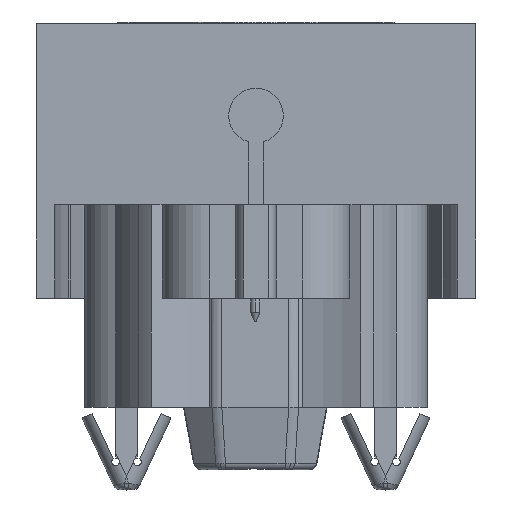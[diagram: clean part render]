
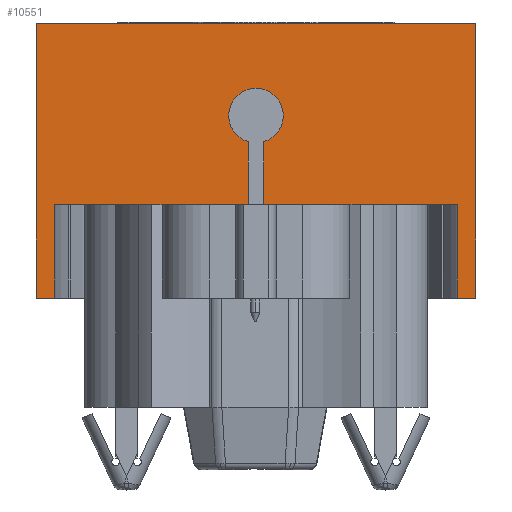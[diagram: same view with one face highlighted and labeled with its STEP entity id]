
A CAD part, front view. The second image highlights one B-rep face of the part: STEP entity #10551.
In plain terms, the highlighted planar face has unit normal (0, -1, 0).
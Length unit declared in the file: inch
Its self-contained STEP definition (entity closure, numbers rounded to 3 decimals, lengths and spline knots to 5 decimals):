
#49 = VECTOR ( 'NONE', #4678, 39.37008 ) ;
#172 = ORIENTED_EDGE ( 'NONE', *, *, #8402, .T. ) ;
#236 = CARTESIAN_POINT ( 'NONE',  ( -0.03838, 0., 0.71766 ) ) ;
#277 = DIRECTION ( 'NONE',  ( -1., 0., 0. ) ) ;
#741 = CARTESIAN_POINT ( 'NONE',  ( 0.44981, 0., 0.82789 ) ) ;
#980 = ORIENTED_EDGE ( 'NONE', *, *, #8125, .F. ) ;
#998 = CARTESIAN_POINT ( 'NONE',  ( 0.44981, 0., 0.71766 ) ) ;
#1001 = LINE ( 'NONE', #6174, #49 ) ;
#1458 = CARTESIAN_POINT ( 'NONE',  ( -0.05807, 0., 0.48144 ) ) ;
#1499 = VERTEX_POINT ( 'NONE', #1695 ) ;
#1695 = CARTESIAN_POINT ( 'NONE',  ( -0.56594, 0., 0.71766 ) ) ;
#1957 = PLANE ( 'NONE',  #8741 ) ;
#2100 = DIRECTION ( 'NONE',  ( -1., 0., 0. ) ) ;
#2699 = EDGE_CURVE ( 'NONE', #5374, #9739, #12306, .T. ) ;
#2914 = CARTESIAN_POINT ( 'NONE',  ( -0.61318, 0., 0.48144 ) ) ;
#3010 = CARTESIAN_POINT ( 'NONE',  ( 0.49705, 0., 1.17435 ) ) ;
#3162 = LINE ( 'NONE', #10895, #3506 ) ;
#3381 = ORIENTED_EDGE ( 'NONE', *, *, #8594, .F. ) ;
#3506 = VECTOR ( 'NONE', #10736, 39.37008 ) ;
#3527 = CIRCLE ( 'NONE', #5654, 0.0689 ) ;
#3600 = EDGE_CURVE ( 'NONE', #9922, #10992, #3162, .T. ) ;
#3998 = LINE ( 'NONE', #12898, #14871 ) ;
#4272 = VECTOR ( 'NONE', #9802, 39.37008 ) ;
#4465 = VERTEX_POINT ( 'NONE', #8280 ) ;
#4678 = DIRECTION ( 'NONE',  ( 0., 0., -1. ) ) ;
#4805 = ORIENTED_EDGE ( 'NONE', *, *, #16113, .F. ) ;
#4861 = CARTESIAN_POINT ( 'NONE',  ( -0.05807, 0., 0.71766 ) ) ;
#4971 = ORIENTED_EDGE ( 'NONE', *, *, #2699, .F. ) ;
#5121 = VECTOR ( 'NONE', #14732, 39.37008 ) ;
#5374 = VERTEX_POINT ( 'NONE', #12883 ) ;
#5654 = AXIS2_PLACEMENT_3D ( 'NONE', #15626, #14296, #8311 ) ;
#5955 = CARTESIAN_POINT ( 'NONE',  ( 0.49705, 0., 0.48144 ) ) ;
#6044 = DIRECTION ( 'NONE',  ( 0., 0., 1. ) ) ;
#6091 = DIRECTION ( 'NONE',  ( 0., 0., -1. ) ) ;
#6142 = ORIENTED_EDGE ( 'NONE', *, *, #16095, .F. ) ;
#6174 = CARTESIAN_POINT ( 'NONE',  ( 0.49705, 0., 0.82789 ) ) ;
#6249 = EDGE_CURVE ( 'NONE', #4465, #5374, #14985, .T. ) ;
#6430 = VECTOR ( 'NONE', #277, 39.37008 ) ;
#6978 = CARTESIAN_POINT ( 'NONE',  ( -0.56594, 0., 0.82789 ) ) ;
#7187 = DIRECTION ( 'NONE',  ( 0., 0., -1. ) ) ;
#7246 = VECTOR ( 'NONE', #9216, 39.37008 ) ;
#7780 = VECTOR ( 'NONE', #11981, 39.37008 ) ;
#7940 = VERTEX_POINT ( 'NONE', #9394 ) ;
#8125 = EDGE_CURVE ( 'NONE', #8212, #13957, #10262, .T. ) ;
#8212 = VERTEX_POINT ( 'NONE', #5955 ) ;
#8251 = LINE ( 'NONE', #9562, #7780 ) ;
#8280 = CARTESIAN_POINT ( 'NONE',  ( -0.05807, 0., 1.01097 ) ) ;
#8311 = DIRECTION ( 'NONE',  ( 0., 0., 1. ) ) ;
#8402 = EDGE_CURVE ( 'NONE', #8474, #7940, #8251, .T. ) ;
#8474 = VERTEX_POINT ( 'NONE', #3010 ) ;
#8594 = EDGE_CURVE ( 'NONE', #8474, #8212, #1001, .T. ) ;
#8741 = AXIS2_PLACEMENT_3D ( 'NONE', #14938, #15925, #7187 ) ;
#9216 = DIRECTION ( 'NONE',  ( 0., 0., -1. ) ) ;
#9237 = CARTESIAN_POINT ( 'NONE',  ( -0.07775, 0., 0.71766 ) ) ;
#9394 = CARTESIAN_POINT ( 'NONE',  ( -0.61318, 0., 1.17435 ) ) ;
#9457 = ORIENTED_EDGE ( 'NONE', *, *, #6249, .F. ) ;
#9562 = CARTESIAN_POINT ( 'NONE',  ( -0.05807, 0., 1.17435 ) ) ;
#9702 = VERTEX_POINT ( 'NONE', #2914 ) ;
#9739 = VERTEX_POINT ( 'NONE', #9237 ) ;
#9767 = CARTESIAN_POINT ( 'NONE',  ( -0.05807, 0., 0.94207 ) ) ;
#9775 = EDGE_CURVE ( 'NONE', #10298, #9702, #14824, .T. ) ;
#9802 = DIRECTION ( 'NONE',  ( 0., 0., 1. ) ) ;
#9874 = VECTOR ( 'NONE', #16079, 39.37008 ) ;
#9922 = VERTEX_POINT ( 'NONE', #998 ) ;
#10096 = VECTOR ( 'NONE', #6091, 39.37008 ) ;
#10262 = LINE ( 'NONE', #1458, #6430 ) ;
#10298 = VERTEX_POINT ( 'NONE', #11281 ) ;
#10550 = ORIENTED_EDGE ( 'NONE', *, *, #3600, .F. ) ;
#10551 = ADVANCED_FACE ( 'NONE', ( #11014 ), #1957, .F. ) ;
#10627 = VERTEX_POINT ( 'NONE', #12744 ) ;
#10733 = CARTESIAN_POINT ( 'NONE',  ( -0.05807, 0., 0.48144 ) ) ;
#10736 = DIRECTION ( 'NONE',  ( -1., 0., 0. ) ) ;
#10895 = CARTESIAN_POINT ( 'NONE',  ( -0.05807, 0., 0.71766 ) ) ;
#10963 = EDGE_CURVE ( 'NONE', #10992, #10627, #3998, .T. ) ;
#10980 = AXIS2_PLACEMENT_3D ( 'NONE', #9767, #14863, #6044 ) ;
#10992 = VERTEX_POINT ( 'NONE', #236 ) ;
#11014 = FACE_OUTER_BOUND ( 'NONE', #15971, .T. ) ;
#11057 = LINE ( 'NONE', #741, #4272 ) ;
#11281 = CARTESIAN_POINT ( 'NONE',  ( -0.56594, 0., 0.48144 ) ) ;
#11807 = ORIENTED_EDGE ( 'NONE', *, *, #12065, .T. ) ;
#11981 = DIRECTION ( 'NONE',  ( -1., 0., 0. ) ) ;
#12065 = EDGE_CURVE ( 'NONE', #7940, #9702, #13669, .T. ) ;
#12300 = CARTESIAN_POINT ( 'NONE',  ( 0.44981, 0., 0.48144 ) ) ;
#12306 = LINE ( 'NONE', #13460, #5121 ) ;
#12537 = EDGE_CURVE ( 'NONE', #13957, #9922, #11057, .T. ) ;
#12744 = CARTESIAN_POINT ( 'NONE',  ( -0.03838, 0., 0.87604 ) ) ;
#12883 = CARTESIAN_POINT ( 'NONE',  ( -0.07775, 0., 0.87604 ) ) ;
#12898 = CARTESIAN_POINT ( 'NONE',  ( -0.03838, 0., 0.82789 ) ) ;
#13215 = EDGE_CURVE ( 'NONE', #9739, #1499, #16004, .T. ) ;
#13460 = CARTESIAN_POINT ( 'NONE',  ( -0.07775, 0., 0.82789 ) ) ;
#13636 = ORIENTED_EDGE ( 'NONE', *, *, #13215, .F. ) ;
#13669 = LINE ( 'NONE', #16167, #10096 ) ;
#13957 = VERTEX_POINT ( 'NONE', #12300 ) ;
#13998 = ORIENTED_EDGE ( 'NONE', *, *, #10963, .F. ) ;
#14236 = DIRECTION ( 'NONE',  ( 0., 0., 1. ) ) ;
#14296 = DIRECTION ( 'NONE',  ( 0., -1., 0. ) ) ;
#14473 = LINE ( 'NONE', #6978, #7246 ) ;
#14732 = DIRECTION ( 'NONE',  ( 0., 0., -1. ) ) ;
#14824 = LINE ( 'NONE', #10733, #9874 ) ;
#14863 = DIRECTION ( 'NONE',  ( 0., -1., 0. ) ) ;
#14871 = VECTOR ( 'NONE', #14236, 39.37008 ) ;
#14938 = CARTESIAN_POINT ( 'NONE',  ( 0.49705, 0., 1.17435 ) ) ;
#14985 = CIRCLE ( 'NONE', #10980, 0.0689 ) ;
#15626 = CARTESIAN_POINT ( 'NONE',  ( -0.05807, 0., 0.94207 ) ) ;
#15792 = ORIENTED_EDGE ( 'NONE', *, *, #12537, .F. ) ;
#15925 = DIRECTION ( 'NONE',  ( 0., 1., 0. ) ) ;
#15940 = VECTOR ( 'NONE', #2100, 39.37008 ) ;
#15971 = EDGE_LOOP ( 'NONE', ( #13998, #10550, #15792, #980, #3381, #172, #11807, #16431, #6142, #13636, #4971, #9457, #4805 ) ) ;
#16004 = LINE ( 'NONE', #4861, #15940 ) ;
#16079 = DIRECTION ( 'NONE',  ( -1., 0., 0. ) ) ;
#16095 = EDGE_CURVE ( 'NONE', #1499, #10298, #14473, .T. ) ;
#16113 = EDGE_CURVE ( 'NONE', #10627, #4465, #3527, .T. ) ;
#16167 = CARTESIAN_POINT ( 'NONE',  ( -0.61318, 0., 0.82789 ) ) ;
#16431 = ORIENTED_EDGE ( 'NONE', *, *, #9775, .F. ) ;
